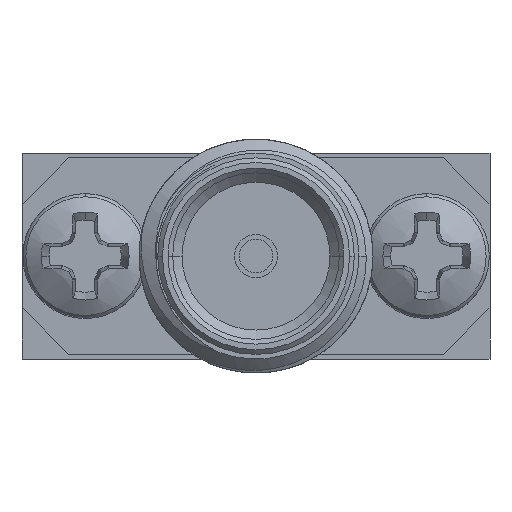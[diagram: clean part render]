
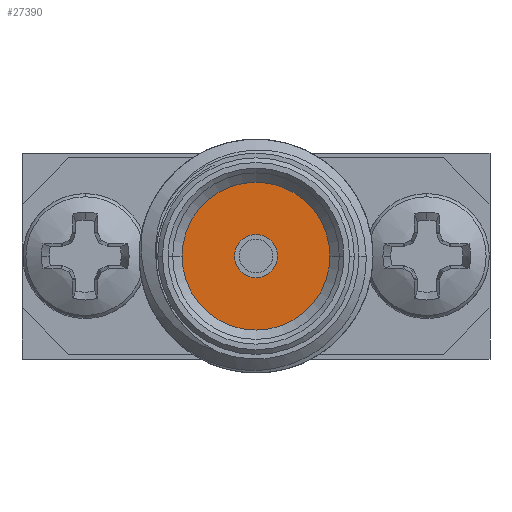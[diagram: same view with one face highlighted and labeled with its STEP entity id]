
A CAD part, left-side view. The second image highlights one B-rep face of the part: STEP entity #27390.
In plain terms, the highlighted planar face has unit normal (-1, 0, 0).
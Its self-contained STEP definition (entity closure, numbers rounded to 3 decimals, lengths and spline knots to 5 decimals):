
#1104 = DIRECTION ( 'NONE',  ( -1., 0., 0. ) ) ;
#2175 = FACE_BOUND ( 'NONE', #25670, .T. ) ;
#3827 = CARTESIAN_POINT ( 'NONE',  ( -0.547, -0.079, 0. ) ) ;
#4308 = PLANE ( 'NONE',  #5134 ) ;
#5134 = AXIS2_PLACEMENT_3D ( 'NONE', #13020, #33274, #18762 ) ;
#5766 = CARTESIAN_POINT ( 'NONE',  ( -0.547, 0.079, 0. ) ) ;
#5954 = EDGE_LOOP ( 'NONE', ( #18457, #29459 ) ) ;
#6298 = CIRCLE ( 'NONE', #26988, 0.079 ) ;
#7373 = VERTEX_POINT ( 'NONE', #20684 ) ;
#10992 = EDGE_CURVE ( 'NONE', #7373, #36193, #20972, .T. ) ;
#11454 = DIRECTION ( 'NONE',  ( -1., 0., 0. ) ) ;
#11774 = CARTESIAN_POINT ( 'NONE',  ( -0.547, 0., 0. ) ) ;
#12284 = ORIENTED_EDGE ( 'NONE', *, *, #10992, .F. ) ;
#13020 = CARTESIAN_POINT ( 'NONE',  ( -0.547, 0., 0. ) ) ;
#14091 = EDGE_CURVE ( 'NONE', #16927, #27080, #26698, .T. ) ;
#14433 = AXIS2_PLACEMENT_3D ( 'NONE', #11774, #18289, #29220 ) ;
#16927 = VERTEX_POINT ( 'NONE', #3827 ) ;
#18289 = DIRECTION ( 'NONE',  ( -1., 0., 0. ) ) ;
#18314 = DIRECTION ( 'NONE',  ( 0., 1., 0. ) ) ;
#18457 = ORIENTED_EDGE ( 'NONE', *, *, #27694, .T. ) ;
#18762 = DIRECTION ( 'NONE',  ( 0., 1., 0. ) ) ;
#18880 = CARTESIAN_POINT ( 'NONE',  ( -0.547, 0., 0. ) ) ;
#19008 = AXIS2_PLACEMENT_3D ( 'NONE', #29632, #21019, #18314 ) ;
#20684 = CARTESIAN_POINT ( 'NONE',  ( -0.547, -0.023, 0. ) ) ;
#20972 = CIRCLE ( 'NONE', #19008, 0.023 ) ;
#21019 = DIRECTION ( 'NONE',  ( -1., 0., 0. ) ) ;
#21585 = DIRECTION ( 'NONE',  ( 0., 1., 0. ) ) ;
#23133 = AXIS2_PLACEMENT_3D ( 'NONE', #18880, #1104, #21585 ) ;
#25670 = EDGE_LOOP ( 'NONE', ( #26749, #12284 ) ) ;
#26698 = CIRCLE ( 'NONE', #14433, 0.079 ) ;
#26749 = ORIENTED_EDGE ( 'NONE', *, *, #32630, .F. ) ;
#26988 = AXIS2_PLACEMENT_3D ( 'NONE', #29037, #11454, #31971 ) ;
#27080 = VERTEX_POINT ( 'NONE', #5766 ) ;
#27390 = ADVANCED_FACE ( 'NONE', ( #2175, #31072 ), #4308, .T. ) ;
#27694 = EDGE_CURVE ( 'NONE', #27080, #16927, #6298, .T. ) ;
#29037 = CARTESIAN_POINT ( 'NONE',  ( -0.547, 0., 0. ) ) ;
#29220 = DIRECTION ( 'NONE',  ( 0., 1., 0. ) ) ;
#29459 = ORIENTED_EDGE ( 'NONE', *, *, #14091, .T. ) ;
#29632 = CARTESIAN_POINT ( 'NONE',  ( -0.547, 0., 0. ) ) ;
#30856 = CIRCLE ( 'NONE', #23133, 0.023 ) ;
#31072 = FACE_OUTER_BOUND ( 'NONE', #5954, .T. ) ;
#31971 = DIRECTION ( 'NONE',  ( 0., 1., 0. ) ) ;
#32630 = EDGE_CURVE ( 'NONE', #36193, #7373, #30856, .T. ) ;
#33274 = DIRECTION ( 'NONE',  ( -1., 0., 0. ) ) ;
#36193 = VERTEX_POINT ( 'NONE', #37818 ) ;
#37818 = CARTESIAN_POINT ( 'NONE',  ( -0.547, 0.023, 0. ) ) ;
